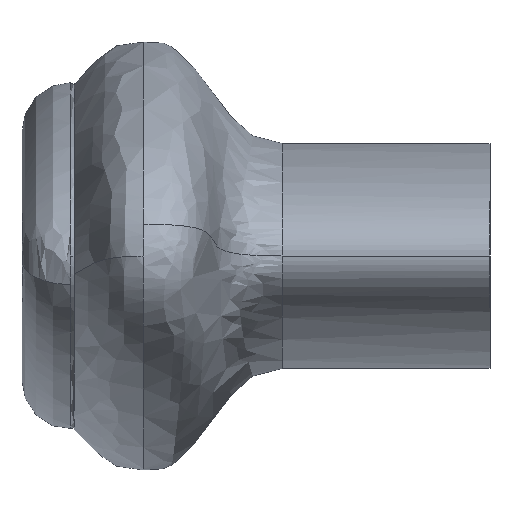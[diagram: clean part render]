
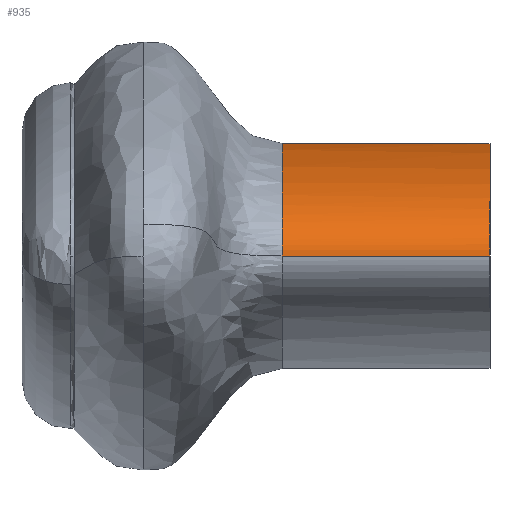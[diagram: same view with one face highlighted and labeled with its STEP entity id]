
A CAD part, left-side view. The second image highlights one B-rep face of the part: STEP entity #935.
In plain terms, the highlighted free-form (B-spline) face has degree [3, 1] with [4, 2] control points.
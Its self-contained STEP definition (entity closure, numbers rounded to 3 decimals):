
#2 = VERTEX_POINT ( 'NONE', #284 ) ;
#10 = CARTESIAN_POINT ( 'NONE',  ( 21.5, 0., 0. ) ) ;
#73 = CARTESIAN_POINT ( 'NONE',  ( 21.5, 12., 0. ) ) ;
#77 = CARTESIAN_POINT ( 'NONE',  ( -21.5, 12., 0. ) ) ;
#82 = CARTESIAN_POINT ( 'NONE',  ( 9.493, 12., 6.5 ) ) ;
#108 = CARTESIAN_POINT ( 'NONE',  ( 21.5, 12., 0.179 ) ) ;
#115 = CARTESIAN_POINT ( 'NONE',  ( -21.5, 0., 0. ) ) ;
#123 = CARTESIAN_POINT ( 'NONE',  ( 21.5, 0., 0. ) ) ;
#149 = ORIENTED_EDGE ( 'NONE', *, *, #154, .T. ) ;
#154 = EDGE_CURVE ( 'NONE', #276, #1187, #690, .T. ) ;
#182 = EDGE_CURVE ( 'NONE', #2, #1038, #600, .T. ) ;
#210 = CARTESIAN_POINT ( 'NONE',  ( -21.5, 0., 0. ) ) ;
#213 = VECTOR ( 'NONE', #584, 1000. ) ;
#274 = DIRECTION ( 'NONE',  ( 0., -1., 0. ) ) ;
#276 = VERTEX_POINT ( 'NONE', #115 ) ;
#284 = CARTESIAN_POINT ( 'NONE',  ( -21.5, 12., 0. ) ) ;
#364 = CARTESIAN_POINT ( 'NONE',  ( -21.5, 12., 3.587 ) ) ;
#439 = EDGE_CURVE ( 'NONE', #2, #276, #1436, .T. ) ;
#452 = CARTESIAN_POINT ( 'NONE',  ( 21.5, 12., 13. ) ) ;
#584 = DIRECTION ( 'NONE',  ( 0., -1., 0. ) ) ;
#586 = ORIENTED_EDGE ( 'NONE', *, *, #182, .F. ) ;
#600 = B_SPLINE_CURVE_WITH_KNOTS ( 'NONE', 3,
 ( #1527, #364, #717, #82, #1269, #852, #859, #1129, #108, #736 ),
 .UNSPECIFIED., .F., .F.,
 ( 4, 2, 1, 1, 1, 1, 4 ),
 ( 0.5, 0.75, 0.95, 0.963, 0.975, 0.988, 1. ),
 .UNSPECIFIED. ) ;
#690 =( BOUNDED_CURVE ( )  B_SPLINE_CURVE ( 3, ( #1025, #1566, #895, #10 ),
 .UNSPECIFIED., .F., .F. ) 
 B_SPLINE_CURVE_WITH_KNOTS ( ( 4, 4 ),
 ( 3.142, 6.283 ),
 .UNSPECIFIED. ) 
 CURVE ( )  GEOMETRIC_REPRESENTATION_ITEM ( )  RATIONAL_B_SPLINE_CURVE ( ( 1., 0.333, 0.333, 1. ) ) 
 REPRESENTATION_ITEM ( '' )  );
#717 = CARTESIAN_POINT ( 'NONE',  ( -11.866, 12., 6.5 ) ) ;
#729 = CARTESIAN_POINT ( 'NONE',  ( -21.5, 0., 13. ) ) ;
#736 = CARTESIAN_POINT ( 'NONE',  ( 21.5, 12., 0. ) ) ;
#763 = ORIENTED_EDGE ( 'NONE', *, *, #439, .T. ) ;
#852 = CARTESIAN_POINT ( 'NONE',  ( 20.896, 12., 1.564 ) ) ;
#857 = VECTOR ( 'NONE', #274, 1000. ) ;
#859 = CARTESIAN_POINT ( 'NONE',  ( 21.241, 12., 1.056 ) ) ;
#895 = CARTESIAN_POINT ( 'NONE',  ( 21.5, 0., 13. ) ) ;
#923 = CARTESIAN_POINT ( 'NONE',  ( -21.5, 12., 0. ) ) ;
#926 = ORIENTED_EDGE ( 'NONE', *, *, #1563, .F. ) ;
#935 = ADVANCED_FACE ( 'NONE', ( #1390 ), #1403, .F. ) ;
#976 = CARTESIAN_POINT ( 'NONE',  ( 21.5, 0., 13. ) ) ;
#979 = LINE ( 'NONE', #73, #213 ) ;
#1025 = CARTESIAN_POINT ( 'NONE',  ( -21.5, 0., 0. ) ) ;
#1038 = VERTEX_POINT ( 'NONE', #1076 ) ;
#1076 = CARTESIAN_POINT ( 'NONE',  ( 21.5, 12., 0. ) ) ;
#1129 = CARTESIAN_POINT ( 'NONE',  ( 21.452, 12., 0.535 ) ) ;
#1187 = VERTEX_POINT ( 'NONE', #123 ) ;
#1218 = CARTESIAN_POINT ( 'NONE',  ( -21.5, 12., 13. ) ) ;
#1269 = CARTESIAN_POINT ( 'NONE',  ( 18.061, 12., 4.519 ) ) ;
#1296 = EDGE_LOOP ( 'NONE', ( #586, #763, #149, #926 ) ) ;
#1390 = FACE_OUTER_BOUND ( 'NONE', #1296, .T. ) ;
#1403 =( BOUNDED_SURFACE ( )  B_SPLINE_SURFACE ( 3, 1, ( 
 ( #77, #210 ),
 ( #1218, #729 ),
 ( #452, #976 ),
 ( #1491, #1514 ) ),
 .UNSPECIFIED., .F., .F., .F. ) 
 B_SPLINE_SURFACE_WITH_KNOTS ( ( 4, 4 ),
 ( 2, 2 ),
 ( 0., 1. ),
 ( 0., 1. ),
 .UNSPECIFIED. ) 
 GEOMETRIC_REPRESENTATION_ITEM ( )  RATIONAL_B_SPLINE_SURFACE ( (
 ( 1., 1.),
 ( 0.333, 0.333),
 ( 0.333, 0.333),
 ( 1., 1.) ) ) 
 REPRESENTATION_ITEM ( '' )  SURFACE ( )  );
#1436 = LINE ( 'NONE', #923, #857 ) ;
#1491 = CARTESIAN_POINT ( 'NONE',  ( 21.5, 12., 0. ) ) ;
#1514 = CARTESIAN_POINT ( 'NONE',  ( 21.5, 0., 0. ) ) ;
#1527 = CARTESIAN_POINT ( 'NONE',  ( -21.5, 12., 0. ) ) ;
#1563 = EDGE_CURVE ( 'NONE', #1038, #1187, #979, .T. ) ;
#1566 = CARTESIAN_POINT ( 'NONE',  ( -21.5, 0., 13. ) ) ;
